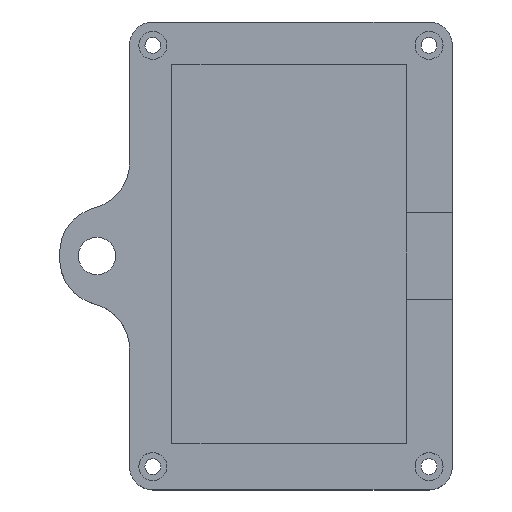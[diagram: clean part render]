
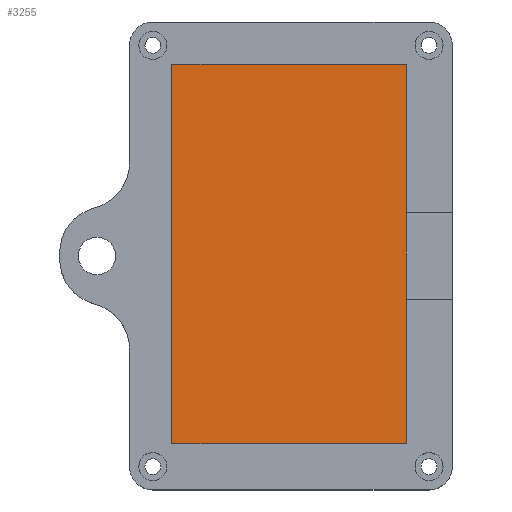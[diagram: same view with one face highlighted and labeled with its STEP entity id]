
A CAD part, top view. The second image highlights one B-rep face of the part: STEP entity #3255.
In plain terms, the highlighted planar face has unit normal (0, 0, 1).
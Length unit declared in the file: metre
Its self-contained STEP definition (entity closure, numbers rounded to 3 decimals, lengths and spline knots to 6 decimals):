
#165=LINE('',#5090,#494);
#168=LINE('',#5096,#497);
#172=LINE('',#5104,#501);
#175=LINE('',#5121,#504);
#494=VECTOR('',#4030,1.);
#497=VECTOR('',#4035,1.);
#501=VECTOR('',#4041,1.);
#504=VECTOR('',#4062,1.);
#741=PLANE('',#3575);
#1079=ORIENTED_EDGE('',*,*,#1979,.F.);
#1080=ORIENTED_EDGE('',*,*,#1976,.T.);
#1081=ORIENTED_EDGE('',*,*,#1990,.T.);
#1082=ORIENTED_EDGE('',*,*,#1983,.F.);
#1976=EDGE_CURVE('',#2449,#2450,#165,.T.);
#1979=EDGE_CURVE('',#2449,#2451,#168,.T.);
#1983=EDGE_CURVE('',#2451,#2454,#172,.T.);
#1990=EDGE_CURVE('',#2450,#2454,#175,.T.);
#2449=VERTEX_POINT('',#5091);
#2450=VERTEX_POINT('',#5092);
#2451=VERTEX_POINT('',#5097);
#2454=VERTEX_POINT('',#5105);
#2775=EDGE_LOOP('',(#1079,#1080,#1081,#1082));
#3002=FACE_BOUND('',#2775,.T.);
#3255=ADVANCED_FACE('',(#3002),#741,.T.);
#3575=AXIS2_PLACEMENT_3D('',#5138,#4084,#4085);
#4030=DIRECTION('',(0.,-1.,0.));
#4035=DIRECTION('',(1.,0.,0.));
#4041=DIRECTION('',(0.,-1.,0.));
#4062=DIRECTION('',(1.,0.,0.));
#4084=DIRECTION('',(0.,0.,1.));
#4085=DIRECTION('',(1.,0.,0.));
#5090=CARTESIAN_POINT('',(-0.045573,-0.00067,0.003));
#5091=CARTESIAN_POINT('',(-0.045573,0.040033,0.003));
#5092=CARTESIAN_POINT('',(-0.045573,-0.041373,0.003));
#5096=CARTESIAN_POINT('',(-0.020442,0.040033,0.003));
#5097=CARTESIAN_POINT('',(0.00469,0.040033,0.003));
#5104=CARTESIAN_POINT('',(0.00469,-0.00067,0.003));
#5105=CARTESIAN_POINT('',(0.00469,-0.041373,0.003));
#5121=CARTESIAN_POINT('',(-0.020442,-0.041373,0.003));
#5138=CARTESIAN_POINT('',(-0.020042,-0.00107,0.003));
